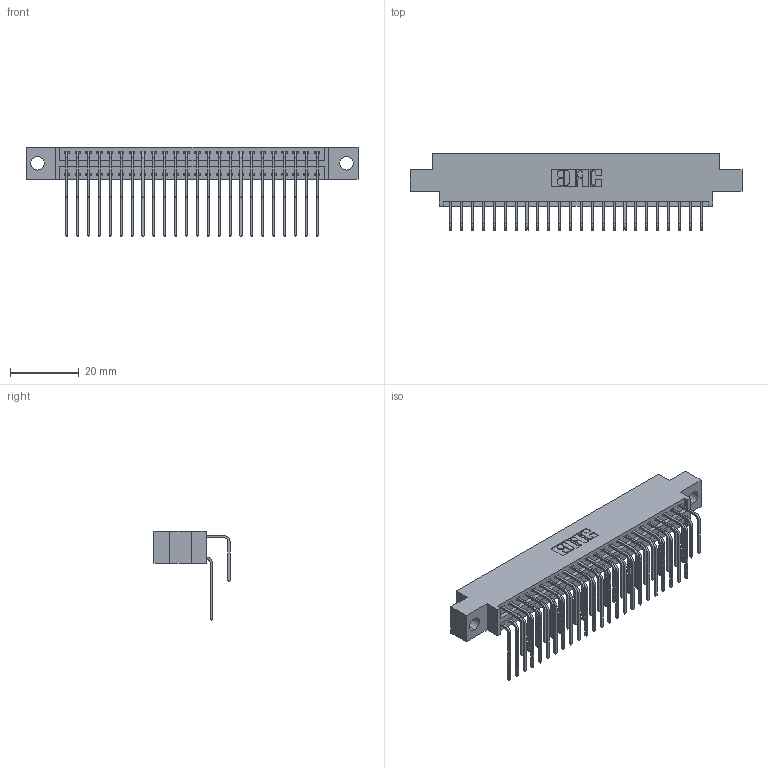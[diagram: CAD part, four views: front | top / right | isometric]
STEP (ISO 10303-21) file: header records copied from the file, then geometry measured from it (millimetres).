
FILE_DESCRIPTION (( 'STEP AP203' ), '1' );
FILE_NAME ('346-048-558-804.STEP', '2022-05-20T22:09:08', ( '' ), ( '' ), 'SwSTEP 2.0', 'SolidWorks 2020', '' );
FILE_SCHEMA (( 'CONFIG_CONTROL_DESIGN' ));
Length unit declared in the file: inch
Products named in the file (4): 345-292-001_558 559 Tail - 1; 346 Part_0.170 Offset - 0.156 Dia-TH; 345-292-001_558 Tail - 2; 346-048-558-804
Assembly tree (49 placements, depth 2):
  346-048-558-804
    346 Part_0.170 Offset - 0.156 Dia-TH
    345-292-001_558 559 Tail - 1  x24
    345-292-001_558 Tail - 2  x24
Bounding box: 96.77 x 22.16 x 26.16 mm (x, y, z)
Volume: 9313.2 mm3; surface area: 13874.6 mm2
Topology: 49 solids, 49 shells, 2732 faces, 8105 edges, 5338 vertices
Faces by surface type: plane 1870, cylinder 862
Entity records: 20421 total; most frequent: CARTESIAN_POINT 3449, ORIENTED_EDGE 3330, DIRECTION 3061, EDGE_CURVE 1665, VECTOR 1397, LINE 1397, VERTEX_POINT 1106, AXIS2_PLACEMENT_3D 832
